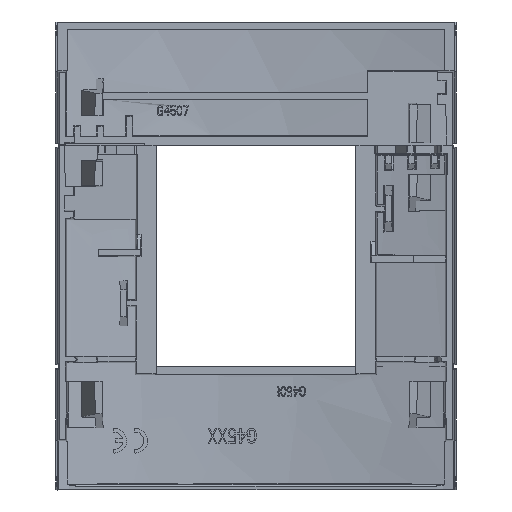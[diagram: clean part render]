
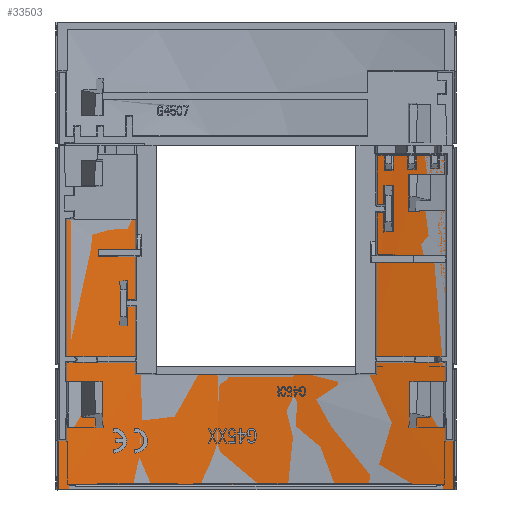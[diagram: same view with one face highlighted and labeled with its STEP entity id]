
A CAD part, front view. The second image highlights one B-rep face of the part: STEP entity #33503.
In plain terms, the highlighted cylindrical face has radius 168.268 mm (diameter 336.535 mm), a partial arc.
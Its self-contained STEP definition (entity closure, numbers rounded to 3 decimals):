
#33404=CARTESIAN_POINT('',(0.,-161.659,0.));
#33405=DIRECTION('',(0.,0.,-1.));
#33406=DIRECTION('',(-0.133,0.991,0.));
#33407=AXIS2_PLACEMENT_3D('',#33404,#33405,#33406);
#33412=DIRECTION('',(0.,0.,1.));
#33413=VECTOR('',#33412,44.95);
#33414=CARTESIAN_POINT('',(22.318,5.122,0.));
#33415=LINE('',#33414,#33413);
#33419=CARTESIAN_POINT('',(0.,-161.659,44.95));
#33420=DIRECTION('',(0.,0.,-1.));
#33421=DIRECTION('',(0.133,0.991,0.));
#33422=AXIS2_PLACEMENT_3D('',#33419,#33420,#33421);
#33427=DIRECTION('',(0.,0.,-1.));
#33428=VECTOR('',#33427,69.95);
#33429=CARTESIAN_POINT('',(40.055,1.772,44.95));
#33430=LINE('',#33429,#33428);
#33434=CARTESIAN_POINT('',(0.,-161.659,-25.));
#33435=DIRECTION('',(0.,0.,1.));
#33436=DIRECTION('',(0.238,0.971,0.));
#33437=AXIS2_PLACEMENT_3D('',#33434,#33435,#33436);
#33442=DIRECTION('',(0.,0.,1.));
#33443=VECTOR('',#33442,69.95);
#33444=CARTESIAN_POINT('',(-40.055,1.772,-25.));
#33445=LINE('',#33444,#33443);
#33449=CARTESIAN_POINT('',(0.,-161.659,44.95));
#33450=DIRECTION('',(0.,0.,-1.));
#33451=DIRECTION('',(-0.238,0.971,0.));
#33452=AXIS2_PLACEMENT_3D('',#33449,#33450,#33451);
#33457=DIRECTION('',(0.,0.,-1.));
#33458=VECTOR('',#33457,44.95);
#33459=CARTESIAN_POINT('',(-22.318,5.122,44.95));
#33460=LINE('',#33459,#33458);
#33464=CARTESIAN_POINT('',(-40.055,1.772,-25.));
#33465=CARTESIAN_POINT('',(40.055,1.772,-25.));
#33466=VERTEX_POINT('',#33464);
#33467=VERTEX_POINT('',#33465);
#33468=CARTESIAN_POINT('',(40.055,1.772,44.95));
#33469=CARTESIAN_POINT('',(22.318,5.122,44.95));
#33470=VERTEX_POINT('',#33468);
#33471=VERTEX_POINT('',#33469);
#33472=CARTESIAN_POINT('',(-40.055,1.772,44.95));
#33473=CARTESIAN_POINT('',(-22.318,5.122,44.95));
#33474=VERTEX_POINT('',#33472);
#33475=VERTEX_POINT('',#33473);
#33476=CARTESIAN_POINT('',(22.318,5.122,0.));
#33477=CARTESIAN_POINT('',(-22.318,5.122,0.));
#33478=VERTEX_POINT('',#33476);
#33479=VERTEX_POINT('',#33477);
#33480=CARTESIAN_POINT('',(0.,-161.659,0.));
#33481=DIRECTION('',(0.,0.,1.));
#33482=DIRECTION('',(1.,0.,0.));
#33483=AXIS2_PLACEMENT_3D('',#33480,#33481,#33482);
#33484=CYLINDRICAL_SURFACE('',#33483,168.268);
#33486=ORIENTED_EDGE('',*,*,#33485,.T.);
#33488=ORIENTED_EDGE('',*,*,#33487,.T.);
#33490=ORIENTED_EDGE('',*,*,#33489,.T.);
#33492=ORIENTED_EDGE('',*,*,#33491,.T.);
#33494=ORIENTED_EDGE('',*,*,#33493,.T.);
#33496=ORIENTED_EDGE('',*,*,#33495,.T.);
#33498=ORIENTED_EDGE('',*,*,#33497,.T.);
#33500=ORIENTED_EDGE('',*,*,#33499,.T.);
#33501=EDGE_LOOP('',(#33486,#33488,#33490,#33492,#33494,#33496,#33498,#33500));
#33502=FACE_OUTER_BOUND('',#33501,.F.);
#33408=CIRCLE('',#33407,168.268);
#33423=CIRCLE('',#33422,168.268);
#33438=CIRCLE('',#33437,168.268);
#33453=CIRCLE('',#33452,168.268);
#33485=EDGE_CURVE('',#33479,#33478,#33408,.T.);
#33487=EDGE_CURVE('',#33478,#33471,#33415,.T.);
#33489=EDGE_CURVE('',#33471,#33470,#33423,.T.);
#33491=EDGE_CURVE('',#33470,#33467,#33430,.T.);
#33493=EDGE_CURVE('',#33467,#33466,#33438,.T.);
#33495=EDGE_CURVE('',#33466,#33474,#33445,.T.);
#33497=EDGE_CURVE('',#33474,#33475,#33453,.T.);
#33499=EDGE_CURVE('',#33475,#33479,#33460,.T.);
#33503=ADVANCED_FACE('',(#33502),#33484,.F.);
